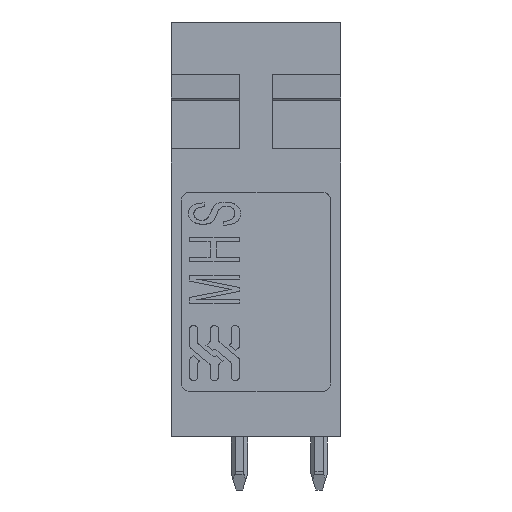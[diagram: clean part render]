
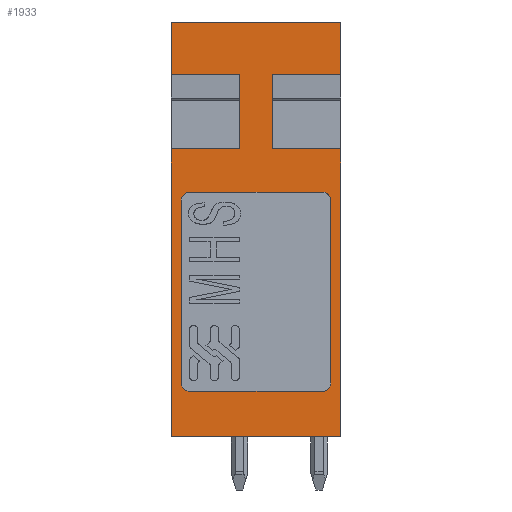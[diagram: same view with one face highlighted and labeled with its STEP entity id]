
A CAD part, left-side view. The second image highlights one B-rep face of the part: STEP entity #1933.
In plain terms, the highlighted planar face has unit normal (-1, 0, 0).
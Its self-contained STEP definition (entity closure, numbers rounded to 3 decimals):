
#1800=AXIS2_PLACEMENT_3D('Plane Axis2P3D',#1797,#1798,#1799) ;
#40=CARTESIAN_POINT('Vertex',(0.,0.,28.2)) ;
#56=CARTESIAN_POINT('Vertex',(0.,10.2,28.2)) ;
#59=CARTESIAN_POINT('Line Origine',(0.,5.1,28.2)) ;
#928=CARTESIAN_POINT('Line Origine',(0.,0.,26.625)) ;
#932=CARTESIAN_POINT('Vertex',(0.,0.,25.05)) ;
#967=CARTESIAN_POINT('Vertex',(0.,0.,20.55)) ;
#970=CARTESIAN_POINT('Line Origine',(0.,0.,11.875)) ;
#974=CARTESIAN_POINT('Vertex',(0.,0.,3.2)) ;
#1558=CARTESIAN_POINT('Vertex',(0.,10.2,3.2)) ;
#1561=CARTESIAN_POINT('Line Origine',(0.,10.2,11.875)) ;
#1565=CARTESIAN_POINT('Vertex',(0.,10.2,20.55)) ;
#1600=CARTESIAN_POINT('Vertex',(0.,10.2,25.05)) ;
#1603=CARTESIAN_POINT('Line Origine',(0.,10.2,26.625)) ;
#1797=CARTESIAN_POINT('Axis2P3D Location',(0.,5.1,28.2)) ;
#1802=CARTESIAN_POINT('Line Origine',(0.,5.1,25.05)) ;
#1806=CARTESIAN_POINT('Vertex',(0.,6.1,25.05)) ;
#1809=CARTESIAN_POINT('Line Origine',(0.,6.1,15.7)) ;
#1813=CARTESIAN_POINT('Vertex',(0.,6.1,20.55)) ;
#1816=CARTESIAN_POINT('Line Origine',(0.,5.1,20.55)) ;
#1821=CARTESIAN_POINT('Line Origine',(0.,5.1,3.2)) ;
#1826=CARTESIAN_POINT('Line Origine',(0.,5.1,20.55)) ;
#1830=CARTESIAN_POINT('Vertex',(0.,4.1,20.55)) ;
#1833=CARTESIAN_POINT('Line Origine',(0.,4.1,15.7)) ;
#1837=CARTESIAN_POINT('Vertex',(0.,4.1,25.05)) ;
#1840=CARTESIAN_POINT('Line Origine',(0.,5.1,25.05)) ;
#1860=CARTESIAN_POINT('Control Point',(0.,9.1,5.95)) ;
#1861=CARTESIAN_POINT('Control Point',(0.,9.296,5.95)) ;
#1862=CARTESIAN_POINT('Control Point',(0.,9.495,6.055)) ;
#1863=CARTESIAN_POINT('Control Point',(0.,9.6,6.254)) ;
#1864=CARTESIAN_POINT('Control Point',(0.,9.6,6.45)) ;
#1865=CARTESIAN_POINT('Vertex',(0.,9.1,5.95)) ;
#1867=CARTESIAN_POINT('Vertex',(0.,9.6,6.45)) ;
#1870=CARTESIAN_POINT('Line Origine',(0.,9.6,15.7)) ;
#1874=CARTESIAN_POINT('Vertex',(0.,9.6,17.45)) ;
#1878=CARTESIAN_POINT('Control Point',(0.,9.6,17.45)) ;
#1879=CARTESIAN_POINT('Control Point',(0.,9.6,17.646)) ;
#1880=CARTESIAN_POINT('Control Point',(0.,9.495,17.845)) ;
#1881=CARTESIAN_POINT('Control Point',(0.,9.296,17.95)) ;
#1882=CARTESIAN_POINT('Control Point',(0.,9.1,17.95)) ;
#1883=CARTESIAN_POINT('Vertex',(0.,9.1,17.95)) ;
#1886=CARTESIAN_POINT('Line Origine',(0.,5.1,17.95)) ;
#1890=CARTESIAN_POINT('Vertex',(0.,1.1,17.95)) ;
#1894=CARTESIAN_POINT('Control Point',(0.,1.1,17.95)) ;
#1895=CARTESIAN_POINT('Control Point',(0.,0.904,17.95)) ;
#1896=CARTESIAN_POINT('Control Point',(0.,0.705,17.845)) ;
#1897=CARTESIAN_POINT('Control Point',(0.,0.6,17.646)) ;
#1898=CARTESIAN_POINT('Control Point',(0.,0.6,17.45)) ;
#1899=CARTESIAN_POINT('Vertex',(0.,0.6,17.45)) ;
#1902=CARTESIAN_POINT('Line Origine',(0.,0.6,15.7)) ;
#1906=CARTESIAN_POINT('Vertex',(0.,0.6,6.45)) ;
#1910=CARTESIAN_POINT('Control Point',(0.,0.6,6.45)) ;
#1911=CARTESIAN_POINT('Control Point',(0.,0.6,6.254)) ;
#1912=CARTESIAN_POINT('Control Point',(0.,0.705,6.055)) ;
#1913=CARTESIAN_POINT('Control Point',(0.,0.904,5.95)) ;
#1914=CARTESIAN_POINT('Control Point',(0.,1.1,5.95)) ;
#1915=CARTESIAN_POINT('Vertex',(0.,1.1,5.95)) ;
#1918=CARTESIAN_POINT('Line Origine',(0.,5.1,5.95)) ;
#60=DIRECTION('Vector Direction',(0.,-1.,0.)) ;
#929=DIRECTION('Vector Direction',(0.,0.,1.)) ;
#971=DIRECTION('Vector Direction',(0.,0.,1.)) ;
#1562=DIRECTION('Vector Direction',(0.,0.,-1.)) ;
#1604=DIRECTION('Vector Direction',(0.,0.,-1.)) ;
#1798=DIRECTION('Axis2P3D Direction',(1.,-0.,0.)) ;
#1799=DIRECTION('Axis2P3D XDirection',(0.,0.,-1.)) ;
#1803=DIRECTION('Vector Direction',(0.,1.,0.)) ;
#1810=DIRECTION('Vector Direction',(0.,0.,-1.)) ;
#1817=DIRECTION('Vector Direction',(0.,1.,0.)) ;
#1822=DIRECTION('Vector Direction',(0.,1.,0.)) ;
#1827=DIRECTION('Vector Direction',(0.,1.,0.)) ;
#1834=DIRECTION('Vector Direction',(0.,0.,-1.)) ;
#1841=DIRECTION('Vector Direction',(0.,1.,0.)) ;
#1871=DIRECTION('Vector Direction',(0.,0.,-1.)) ;
#1887=DIRECTION('Vector Direction',(0.,1.,0.)) ;
#1903=DIRECTION('Vector Direction',(0.,0.,-1.)) ;
#1919=DIRECTION('Vector Direction',(0.,1.,0.)) ;
#61=VECTOR('Line Direction',#60,1.) ;
#930=VECTOR('Line Direction',#929,1.) ;
#972=VECTOR('Line Direction',#971,1.) ;
#1563=VECTOR('Line Direction',#1562,1.) ;
#1605=VECTOR('Line Direction',#1604,1.) ;
#1804=VECTOR('Line Direction',#1803,1.) ;
#1811=VECTOR('Line Direction',#1810,1.) ;
#1818=VECTOR('Line Direction',#1817,1.) ;
#1823=VECTOR('Line Direction',#1822,1.) ;
#1828=VECTOR('Line Direction',#1827,1.) ;
#1835=VECTOR('Line Direction',#1834,1.) ;
#1842=VECTOR('Line Direction',#1841,1.) ;
#1872=VECTOR('Line Direction',#1871,1.) ;
#1888=VECTOR('Line Direction',#1887,1.) ;
#1904=VECTOR('Line Direction',#1903,1.) ;
#1920=VECTOR('Line Direction',#1919,1.) ;
#1846=ORIENTED_EDGE('',*,*,#1808,.F.) ;
#1847=ORIENTED_EDGE('',*,*,#1815,.F.) ;
#1848=ORIENTED_EDGE('',*,*,#1820,.T.) ;
#1849=ORIENTED_EDGE('',*,*,#1567,.T.) ;
#1850=ORIENTED_EDGE('',*,*,#1825,.F.) ;
#1851=ORIENTED_EDGE('',*,*,#976,.T.) ;
#1852=ORIENTED_EDGE('',*,*,#1832,.F.) ;
#1853=ORIENTED_EDGE('',*,*,#1839,.T.) ;
#1854=ORIENTED_EDGE('',*,*,#1844,.T.) ;
#1855=ORIENTED_EDGE('',*,*,#934,.T.) ;
#1856=ORIENTED_EDGE('',*,*,#63,.F.) ;
#1857=ORIENTED_EDGE('',*,*,#1607,.T.) ;
#1924=ORIENTED_EDGE('',*,*,#1869,.T.) ;
#1925=ORIENTED_EDGE('',*,*,#1876,.T.) ;
#1926=ORIENTED_EDGE('',*,*,#1885,.T.) ;
#1927=ORIENTED_EDGE('',*,*,#1892,.T.) ;
#1928=ORIENTED_EDGE('',*,*,#1901,.T.) ;
#1929=ORIENTED_EDGE('',*,*,#1908,.T.) ;
#1930=ORIENTED_EDGE('',*,*,#1917,.T.) ;
#1931=ORIENTED_EDGE('',*,*,#1922,.T.) ;
#1932=FACE_BOUND('',#1923,.T.) ;
#1933=ADVANCED_FACE('model',(#1858,#1932),#1801,.F.) ;
#1859=B_SPLINE_CURVE_WITH_KNOTS('',4,(#1860,#1861,#1862,#1863,#1864),.UNSPECIFIED.,.F.,.U.,(5,5),(0.,0.785),.UNSPECIFIED.) ;
#1877=B_SPLINE_CURVE_WITH_KNOTS('',4,(#1878,#1879,#1880,#1881,#1882),.UNSPECIFIED.,.F.,.U.,(5,5),(0.785,1.571),.UNSPECIFIED.) ;
#1893=B_SPLINE_CURVE_WITH_KNOTS('',4,(#1894,#1895,#1896,#1897,#1898),.UNSPECIFIED.,.F.,.U.,(5,5),(1.571,2.356),.UNSPECIFIED.) ;
#1909=B_SPLINE_CURVE_WITH_KNOTS('',4,(#1910,#1911,#1912,#1913,#1914),.UNSPECIFIED.,.F.,.U.,(5,5),(2.356,3.142),.UNSPECIFIED.) ;
#63=EDGE_CURVE('',#57,#41,#62,.T.) ;
#934=EDGE_CURVE('',#933,#41,#931,.T.) ;
#976=EDGE_CURVE('',#975,#968,#973,.T.) ;
#1567=EDGE_CURVE('',#1566,#1559,#1564,.T.) ;
#1607=EDGE_CURVE('',#57,#1601,#1606,.T.) ;
#1808=EDGE_CURVE('',#1807,#1601,#1805,.T.) ;
#1815=EDGE_CURVE('',#1814,#1807,#1812,.F.) ;
#1820=EDGE_CURVE('',#1814,#1566,#1819,.T.) ;
#1825=EDGE_CURVE('',#975,#1559,#1824,.T.) ;
#1832=EDGE_CURVE('',#1831,#968,#1829,.F.) ;
#1839=EDGE_CURVE('',#1831,#1838,#1836,.F.) ;
#1844=EDGE_CURVE('',#1838,#933,#1843,.F.) ;
#1869=EDGE_CURVE('',#1866,#1868,#1859,.T.) ;
#1876=EDGE_CURVE('',#1868,#1875,#1873,.F.) ;
#1885=EDGE_CURVE('',#1875,#1884,#1877,.T.) ;
#1892=EDGE_CURVE('',#1884,#1891,#1889,.F.) ;
#1901=EDGE_CURVE('',#1891,#1900,#1893,.T.) ;
#1908=EDGE_CURVE('',#1900,#1907,#1905,.T.) ;
#1917=EDGE_CURVE('',#1907,#1916,#1909,.T.) ;
#1922=EDGE_CURVE('',#1916,#1866,#1921,.T.) ;
#1845=EDGE_LOOP('',(#1846,#1847,#1848,#1849,#1850,#1851,#1852,#1853,#1854,#1855,#1856,#1857)) ;
#1923=EDGE_LOOP('',(#1924,#1925,#1926,#1927,#1928,#1929,#1930,#1931)) ;
#1858=FACE_OUTER_BOUND('',#1845,.T.) ;
#62=LINE('Line',#59,#61) ;
#931=LINE('Line',#928,#930) ;
#973=LINE('Line',#970,#972) ;
#1564=LINE('Line',#1561,#1563) ;
#1606=LINE('Line',#1603,#1605) ;
#1805=LINE('Line',#1802,#1804) ;
#1812=LINE('Line',#1809,#1811) ;
#1819=LINE('Line',#1816,#1818) ;
#1824=LINE('Line',#1821,#1823) ;
#1829=LINE('Line',#1826,#1828) ;
#1836=LINE('Line',#1833,#1835) ;
#1843=LINE('Line',#1840,#1842) ;
#1873=LINE('Line',#1870,#1872) ;
#1889=LINE('Line',#1886,#1888) ;
#1905=LINE('Line',#1902,#1904) ;
#1921=LINE('Line',#1918,#1920) ;
#1801=PLANE('',#1800) ;
#41=VERTEX_POINT('',#40) ;
#57=VERTEX_POINT('',#56) ;
#933=VERTEX_POINT('',#932) ;
#968=VERTEX_POINT('',#967) ;
#975=VERTEX_POINT('',#974) ;
#1559=VERTEX_POINT('',#1558) ;
#1566=VERTEX_POINT('',#1565) ;
#1601=VERTEX_POINT('',#1600) ;
#1807=VERTEX_POINT('',#1806) ;
#1814=VERTEX_POINT('',#1813) ;
#1831=VERTEX_POINT('',#1830) ;
#1838=VERTEX_POINT('',#1837) ;
#1866=VERTEX_POINT('',#1865) ;
#1868=VERTEX_POINT('',#1867) ;
#1875=VERTEX_POINT('',#1874) ;
#1884=VERTEX_POINT('',#1883) ;
#1891=VERTEX_POINT('',#1890) ;
#1900=VERTEX_POINT('',#1899) ;
#1907=VERTEX_POINT('',#1906) ;
#1916=VERTEX_POINT('',#1915) ;
